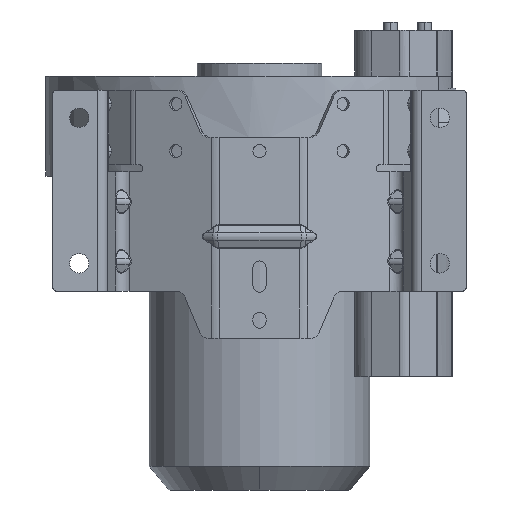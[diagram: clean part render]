
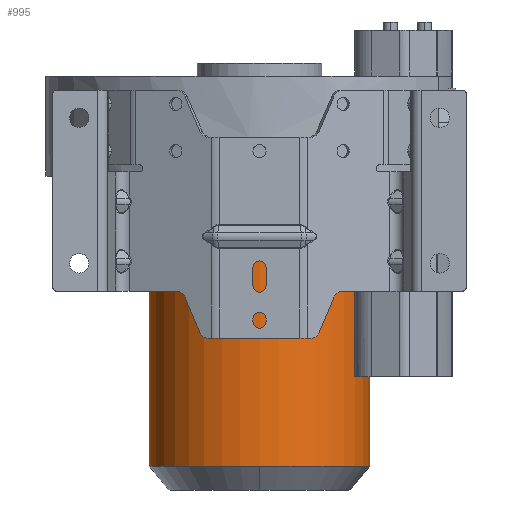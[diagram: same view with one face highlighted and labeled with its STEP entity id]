
A CAD part, front view. The second image highlights one B-rep face of the part: STEP entity #995.
In plain terms, the highlighted cylindrical face has radius 79.5 mm (diameter 159 mm), a partial arc.
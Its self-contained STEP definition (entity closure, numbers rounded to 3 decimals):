
#475=FACE_OUTER_BOUND('',#2138,.T.);
#995=ADVANCED_FACE('',(#475),#1497,.T.);
#1497=CYLINDRICAL_SURFACE('',#9030,79.5);
#2138=EDGE_LOOP('',(#3312,#3313,#3314,#3315,#3316));
#2708=CIRCLE('',#8982,79.5);
#2727=CIRCLE('',#9028,79.5);
#2728=CIRCLE('',#9029,79.5);
#3312=ORIENTED_EDGE('',*,*,#6464,.F.);
#3313=ORIENTED_EDGE('',*,*,#6711,.T.);
#3314=ORIENTED_EDGE('',*,*,#6462,.T.);
#3315=ORIENTED_EDGE('',*,*,#6601,.F.);
#3316=ORIENTED_EDGE('',*,*,#6712,.F.);
#5631=VERTEX_POINT('',#12005);
#5632=VERTEX_POINT('',#12006);
#5633=VERTEX_POINT('',#12008);
#5634=VERTEX_POINT('',#12010);
#5769=VERTEX_POINT('',#12398);
#6462=EDGE_CURVE('',#5631,#5632,#7764,.T.);
#6464=EDGE_CURVE('',#5633,#5634,#7765,.T.);
#6601=EDGE_CURVE('',#5769,#5632,#2708,.T.);
#6711=EDGE_CURVE('',#5633,#5631,#2727,.T.);
#6712=EDGE_CURVE('',#5634,#5769,#2728,.T.);
#7764=LINE('',#12004,#8327);
#7765=LINE('',#12009,#8328);
#8327=VECTOR('',#9742,1.);
#8328=VECTOR('',#9745,1.);
#8982=AXIS2_PLACEMENT_3D('',#12399,#9990,#9991);
#9028=AXIS2_PLACEMENT_3D('',#12752,#10125,#10126);
#9029=AXIS2_PLACEMENT_3D('',#12753,#10127,#10128);
#9030=AXIS2_PLACEMENT_3D('',#12754,#10129,#10130);
#9742=DIRECTION('',(0.,0.,-1.));
#9745=DIRECTION('',(0.,0.,-1.));
#9990=DIRECTION('',(0.,0.,-1.));
#9991=DIRECTION('',(1.,0.,0.));
#10125=DIRECTION('',(0.,0.,-1.));
#10126=DIRECTION('',(1.,0.,0.));
#10127=DIRECTION('',(0.,0.,-1.));
#10128=DIRECTION('',(1.,0.,0.));
#10129=DIRECTION('',(0.,0.,-1.));
#10130=DIRECTION('',(1.,0.,0.));
#12004=CARTESIAN_POINT('',(-79.5,0.,-37.5));
#12005=CARTESIAN_POINT('',(-79.5,0.,-37.5));
#12006=CARTESIAN_POINT('',(-79.5,0.,-246.9));
#12008=CARTESIAN_POINT('',(79.5,0.,-37.5));
#12009=CARTESIAN_POINT('',(79.5,0.,-37.5));
#12010=CARTESIAN_POINT('',(79.5,0.,-246.9));
#12398=CARTESIAN_POINT('',(0.,-79.5,-246.9));
#12399=CARTESIAN_POINT('',(0.,0.,-246.9));
#12752=CARTESIAN_POINT('',(0.,0.,-37.5));
#12753=CARTESIAN_POINT('',(0.,0.,-246.9));
#12754=CARTESIAN_POINT('',(0.,0.,-37.5));
